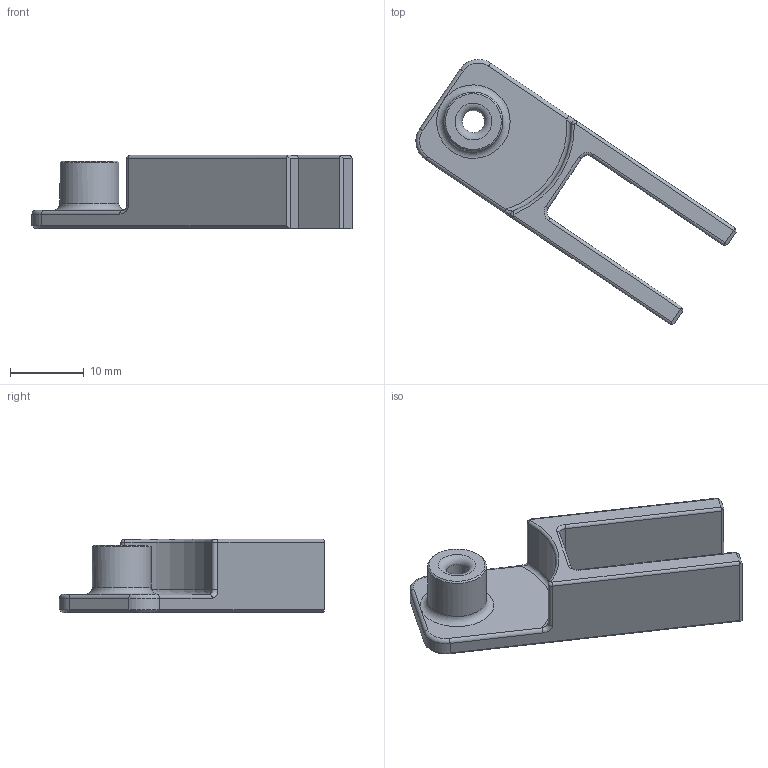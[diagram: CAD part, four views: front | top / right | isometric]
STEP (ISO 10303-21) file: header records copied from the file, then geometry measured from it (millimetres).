
FILE_DESCRIPTION(/* description */ (''),/* implementation_level */ '2;1');
FILE_NAME(/* name */ '5. Bearing Mount Tensioner.step',/* time_stamp */ '2020-05-05T09:18:37-03:00',/* author */ (''),/* organization */ (''),/* preprocessor_version */ 'ST-DEVELOPER v18.1',/* originating_system */ 'Autodesk Translation Framework v9.2.0.1227',/* authorisation */ '');
FILE_SCHEMA (('AUTOMOTIVE_DESIGN { 1 0 10303 214 3 1 1 }'));
Length unit declared in the file: millimetre
Products named in the file (1): Tensioner
Bounding box: 43.5 x 36.03 x 10 mm (x, y, z)
Volume: 2534.8 mm3; surface area: 2491.8 mm2
Topology: 1 solids, 1 shells, 71 faces, 166 edges, 97 vertices
Faces by surface type: plane 35, cylinder 17, torus 9, cone 6, bspline 4
Full cylindrical faces by diameter (mm): 3 x1, 8 x1
Entity records: 2130 total; most frequent: CARTESIAN_POINT 459, DIRECTION 356, ORIENTED_EDGE 328, EDGE_CURVE 164, AXIS2_PLACEMENT_3D 128, LINE 100, VECTOR 100, VERTEX_POINT 97
